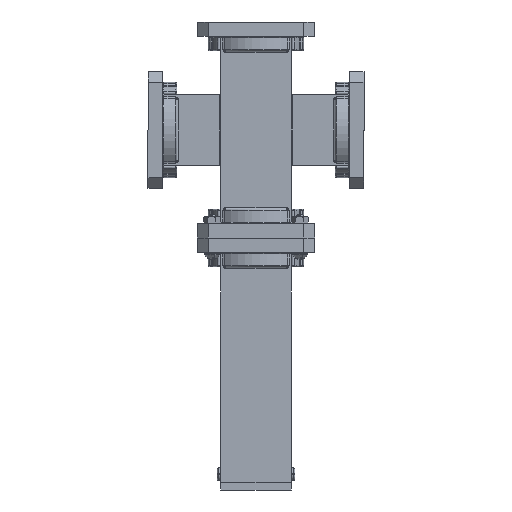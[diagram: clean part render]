
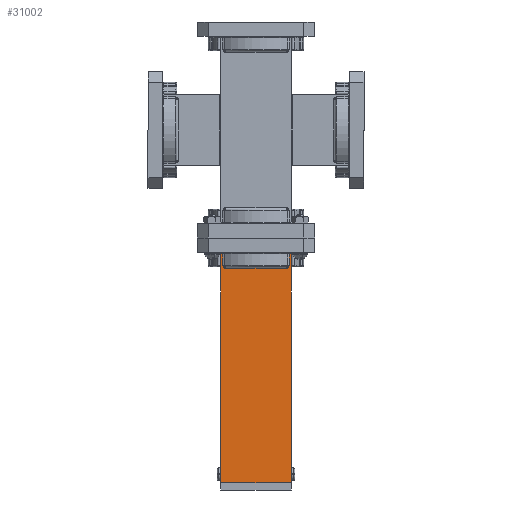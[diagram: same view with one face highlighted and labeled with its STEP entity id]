
A CAD part, front view. The second image highlights one B-rep face of the part: STEP entity #31002.
In plain terms, the highlighted planar face has unit normal (0, -1, 0).
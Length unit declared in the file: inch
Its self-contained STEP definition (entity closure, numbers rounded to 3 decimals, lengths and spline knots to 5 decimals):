
#523 = VERTEX_POINT ( 'NONE', #19731 ) ;
#768 = VECTOR ( 'NONE', #21826, 39.37008 ) ;
#934 = AXIS2_PLACEMENT_3D ( 'NONE', #12438, #19902, #22079 ) ;
#1227 = EDGE_CURVE ( 'NONE', #17207, #21869, #24118, .T. ) ;
#1250 = CARTESIAN_POINT ( 'NONE',  ( 0., -0.24, -0.42 ) ) ;
#1305 = EDGE_CURVE ( 'NONE', #523, #11719, #12602, .T. ) ;
#1583 = LINE ( 'NONE', #12182, #768 ) ;
#1675 = DIRECTION ( 'NONE',  ( -1., 0., 0. ) ) ;
#2688 = VECTOR ( 'NONE', #21752, 39.37008 ) ;
#4520 = VERTEX_POINT ( 'NONE', #28453 ) ;
#4691 = VECTOR ( 'NONE', #22409, 39.37008 ) ;
#4778 = CARTESIAN_POINT ( 'NONE',  ( 0.42, -0.24, -0.42 ) ) ;
#5036 = DIRECTION ( 'NONE',  ( -1., 0., 0. ) ) ;
#5333 = AXIS2_PLACEMENT_3D ( 'NONE', #12542, #10296, #5036 ) ;
#5460 = CARTESIAN_POINT ( 'NONE',  ( -0.46, -0.24, -0.22 ) ) ;
#5876 = VERTEX_POINT ( 'NONE', #19581 ) ;
#6812 = CARTESIAN_POINT ( 'NONE',  ( 0.42, -0.24, -0.38 ) ) ;
#6861 = EDGE_CURVE ( 'NONE', #4520, #18833, #11511, .T. ) ;
#8076 = CARTESIAN_POINT ( 'NONE',  ( -0.49, -0.24, -3.5 ) ) ;
#8666 = EDGE_CURVE ( 'NONE', #5876, #21837, #10781, .T. ) ;
#8722 = ORIENTED_EDGE ( 'NONE', *, *, #6861, .T. ) ;
#10296 = DIRECTION ( 'NONE',  ( 0., 1., 0. ) ) ;
#10471 = CARTESIAN_POINT ( 'NONE',  ( 0.49, -0.24, -3.5 ) ) ;
#10781 = CIRCLE ( 'NONE', #934, 0.04 ) ;
#11230 = ORIENTED_EDGE ( 'NONE', *, *, #12634, .T. ) ;
#11511 = LINE ( 'NONE', #19384, #2688 ) ;
#11552 = ORIENTED_EDGE ( 'NONE', *, *, #1305, .T. ) ;
#11719 = VERTEX_POINT ( 'NONE', #21236 ) ;
#11753 = CARTESIAN_POINT ( 'NONE',  ( 0.46, -0.24, -0.38 ) ) ;
#12182 = CARTESIAN_POINT ( 'NONE',  ( 0.49, -0.24, -0.22 ) ) ;
#12438 = CARTESIAN_POINT ( 'NONE',  ( -0.42, -0.24, -0.38 ) ) ;
#12542 = CARTESIAN_POINT ( 'NONE',  ( 0., -0.24, -3.5 ) ) ;
#12602 = LINE ( 'NONE', #22028, #26812 ) ;
#12634 = EDGE_CURVE ( 'NONE', #11719, #21742, #16294, .T. ) ;
#13259 = EDGE_CURVE ( 'NONE', #523, #21869, #14341, .T. ) ;
#13708 = ORIENTED_EDGE ( 'NONE', *, *, #28610, .F. ) ;
#14310 = DIRECTION ( 'NONE',  ( 0., -1., 0. ) ) ;
#14341 = LINE ( 'NONE', #8076, #26262 ) ;
#14350 = ORIENTED_EDGE ( 'NONE', *, *, #8666, .F. ) ;
#14774 = LINE ( 'NONE', #1250, #21663 ) ;
#15131 = EDGE_LOOP ( 'NONE', ( #28442, #8722, #13708, #19345, #14350, #17575, #30129, #25100, #11552, #11230 ) ) ;
#16047 = CARTESIAN_POINT ( 'NONE',  ( -0.44, -0.24, -0.22 ) ) ;
#16294 = LINE ( 'NONE', #10471, #23617 ) ;
#17089 = DIRECTION ( 'NONE',  ( 1., 0., 0. ) ) ;
#17207 = VERTEX_POINT ( 'NONE', #22035 ) ;
#17296 = VERTEX_POINT ( 'NONE', #4778 ) ;
#17575 = ORIENTED_EDGE ( 'NONE', *, *, #31747, .T. ) ;
#18833 = VERTEX_POINT ( 'NONE', #11753 ) ;
#19031 = EDGE_CURVE ( 'NONE', #21742, #4520, #1583, .T. ) ;
#19113 = VECTOR ( 'NONE', #31565, 39.37008 ) ;
#19345 = ORIENTED_EDGE ( 'NONE', *, *, #24908, .T. ) ;
#19384 = CARTESIAN_POINT ( 'NONE',  ( 0.46, -0.24, -0.4 ) ) ;
#19581 = CARTESIAN_POINT ( 'NONE',  ( -0.46, -0.24, -0.38 ) ) ;
#19731 = CARTESIAN_POINT ( 'NONE',  ( -0.49, -0.24, -3.4 ) ) ;
#19874 = DIRECTION ( 'NONE',  ( 0., 0., 1. ) ) ;
#19902 = DIRECTION ( 'NONE',  ( 0., -1., 0. ) ) ;
#20047 = DIRECTION ( 'NONE',  ( 0., 0., 1. ) ) ;
#21236 = CARTESIAN_POINT ( 'NONE',  ( 0.49, -0.24, -3.4 ) ) ;
#21545 = CARTESIAN_POINT ( 'NONE',  ( -0.49, -0.24, -0.22 ) ) ;
#21663 = VECTOR ( 'NONE', #25697, 39.37008 ) ;
#21742 = VERTEX_POINT ( 'NONE', #28666 ) ;
#21752 = DIRECTION ( 'NONE',  ( 0., 0., -1. ) ) ;
#21826 = DIRECTION ( 'NONE',  ( -1., 0., 0. ) ) ;
#21837 = VERTEX_POINT ( 'NONE', #28900 ) ;
#21869 = VERTEX_POINT ( 'NONE', #21545 ) ;
#21941 = LINE ( 'NONE', #5460, #4691 ) ;
#22028 = CARTESIAN_POINT ( 'NONE',  ( 0., -0.24, -3.4 ) ) ;
#22035 = CARTESIAN_POINT ( 'NONE',  ( -0.46, -0.24, -0.22 ) ) ;
#22079 = DIRECTION ( 'NONE',  ( -1., 0., 0. ) ) ;
#22287 = CIRCLE ( 'NONE', #22967, 0.04 ) ;
#22409 = DIRECTION ( 'NONE',  ( 0., 0., 1. ) ) ;
#22967 = AXIS2_PLACEMENT_3D ( 'NONE', #6812, #14310, #1675 ) ;
#23617 = VECTOR ( 'NONE', #19874, 39.37008 ) ;
#24118 = LINE ( 'NONE', #16047, #19113 ) ;
#24908 = EDGE_CURVE ( 'NONE', #17296, #21837, #14774, .T. ) ;
#25100 = ORIENTED_EDGE ( 'NONE', *, *, #13259, .F. ) ;
#25603 = FACE_OUTER_BOUND ( 'NONE', #15131, .T. ) ;
#25697 = DIRECTION ( 'NONE',  ( -1., 0., 0. ) ) ;
#26262 = VECTOR ( 'NONE', #20047, 39.37008 ) ;
#26812 = VECTOR ( 'NONE', #17089, 39.37008 ) ;
#28442 = ORIENTED_EDGE ( 'NONE', *, *, #19031, .T. ) ;
#28453 = CARTESIAN_POINT ( 'NONE',  ( 0.46, -0.24, -0.22 ) ) ;
#28610 = EDGE_CURVE ( 'NONE', #17296, #18833, #22287, .T. ) ;
#28666 = CARTESIAN_POINT ( 'NONE',  ( 0.49, -0.24, -0.22 ) ) ;
#28900 = CARTESIAN_POINT ( 'NONE',  ( -0.42, -0.24, -0.42 ) ) ;
#29837 = PLANE ( 'NONE',  #5333 ) ;
#30129 = ORIENTED_EDGE ( 'NONE', *, *, #1227, .T. ) ;
#31002 = ADVANCED_FACE ( 'NONE', ( #25603 ), #29837, .F. ) ;
#31565 = DIRECTION ( 'NONE',  ( -1., 0., 0. ) ) ;
#31747 = EDGE_CURVE ( 'NONE', #5876, #17207, #21941, .T. ) ;
